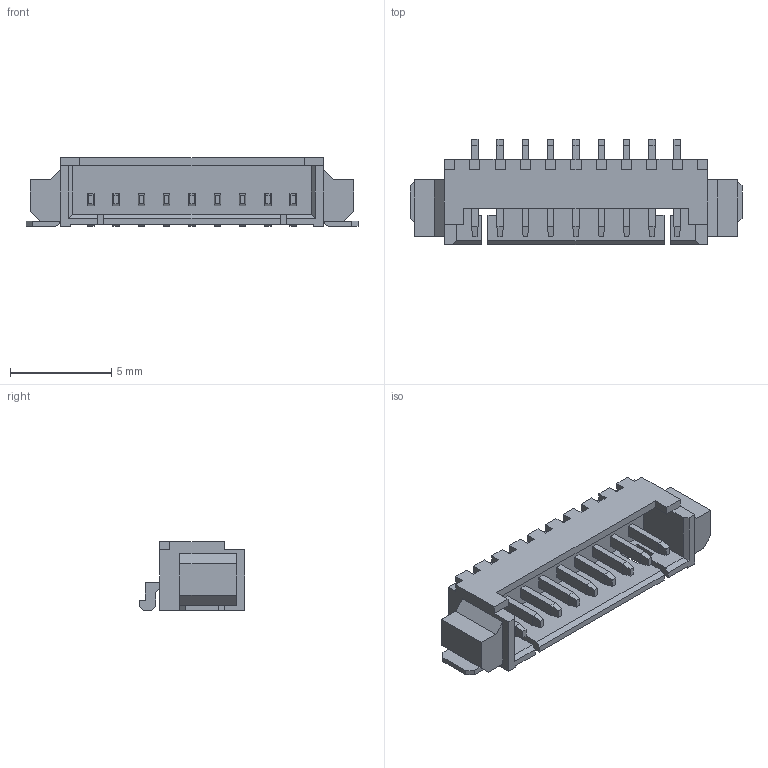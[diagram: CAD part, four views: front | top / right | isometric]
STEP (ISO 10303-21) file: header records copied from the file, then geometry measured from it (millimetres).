
FILE_DESCRIPTION(/* description */ ('model of Molex_PicoBlade_53261-0971_1x09-1MP_P1.25mm_Horizontal'),/* implementation_level */ '2;1');
FILE_NAME(/* name */ 'Molex_PicoBlade_53261-0971_1x09-1MP_P1.25mm_Horizontal.step',/* time_stamp */ '2018-06-18T10:23:35',/* author */ ('Rene Poeschl',''),/* organization */ (''),/* preprocessor_version */ '',/* originating_system */ '',/* authorisation */ '');
FILE_SCHEMA(('AUTOMOTIVE_DESIGN { 1 0 10303 214 1 1 1 1 }'));
Length unit declared in the file: millimetre
Products named in the file (1): Molex_53261_0971
Bounding box: 16.4 x 5.2 x 3.4 mm (x, y, z)
Volume: 109.3 mm3; surface area: 379.4 mm2
Topology: 1 solids, 1 shells, 320 faces, 852 edges, 554 vertices
Faces by surface type: plane 305, cylinder 15
Entity records: 11967 total; most frequent: CARTESIAN_POINT 1727, ORIENTED_EDGE 1704, DIRECTION 1528, EDGE_CURVE 852, LINE 818, VECTOR 818, VERTEX_POINT 554, AXIS2_PLACEMENT_3D 355
